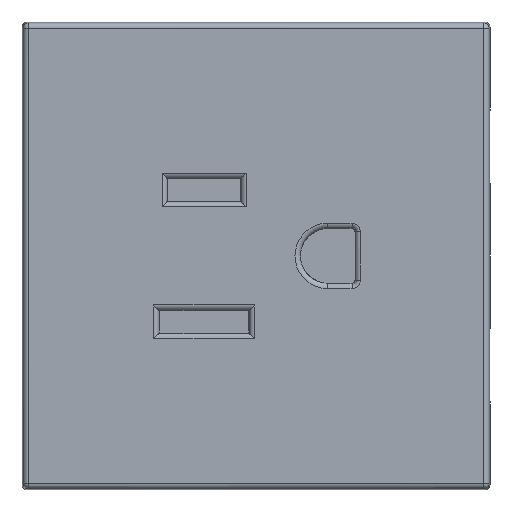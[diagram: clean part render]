
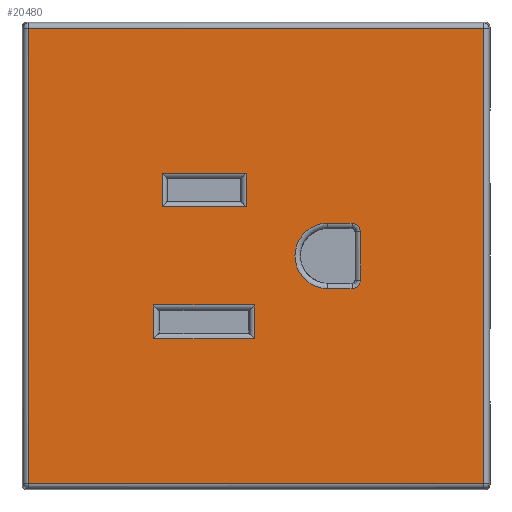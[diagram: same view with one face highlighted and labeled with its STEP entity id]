
A CAD part, top view. The second image highlights one B-rep face of the part: STEP entity #20480.
In plain terms, the highlighted planar face has unit normal (0, 0, 1).
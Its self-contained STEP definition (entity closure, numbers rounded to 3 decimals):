
#20330=AXIS2_PLACEMENT_3D('Plane Axis2P3D',#20327,#20328,#20329) ;
#20469=AXIS2_PLACEMENT_3D('Circle Axis2P3D',#20467,#20468,$) ;
#17718=CARTESIAN_POINT('Vertex',(21.919,21.919,8.4)) ;
#17721=CARTESIAN_POINT('Line Origine',(21.919,0.,8.4)) ;
#17725=CARTESIAN_POINT('Vertex',(21.919,-21.919,8.4)) ;
#17772=CARTESIAN_POINT('Line Origine',(0.,21.919,8.4)) ;
#17776=CARTESIAN_POINT('Vertex',(-21.919,21.919,8.4)) ;
#17823=CARTESIAN_POINT('Line Origine',(-21.919,0.,8.4)) ;
#17827=CARTESIAN_POINT('Vertex',(-21.919,-21.919,8.4)) ;
#19534=CARTESIAN_POINT('Line Origine',(0.,-21.919,8.4)) ;
#20327=CARTESIAN_POINT('Axis2P3D Location',(0.,0.,8.4)) ;
#20338=CARTESIAN_POINT('Line Origine',(-0.953,6.35,8.4)) ;
#20342=CARTESIAN_POINT('Vertex',(-0.953,7.972,8.4)) ;
#20344=CARTESIAN_POINT('Vertex',(-0.953,4.728,8.4)) ;
#20347=CARTESIAN_POINT('Line Origine',(-5.,4.728,8.4)) ;
#20351=CARTESIAN_POINT('Vertex',(-9.047,4.728,8.4)) ;
#20354=CARTESIAN_POINT('Line Origine',(-9.047,6.35,8.4)) ;
#20358=CARTESIAN_POINT('Vertex',(-9.047,7.972,8.4)) ;
#20361=CARTESIAN_POINT('Line Origine',(-5.,7.972,8.4)) ;
#20372=CARTESIAN_POINT('Line Origine',(-5.,-7.972,8.4)) ;
#20376=CARTESIAN_POINT('Vertex',(-9.847,-7.972,8.4)) ;
#20378=CARTESIAN_POINT('Vertex',(-0.153,-7.972,8.4)) ;
#20381=CARTESIAN_POINT('Line Origine',(-9.847,-6.35,8.4)) ;
#20385=CARTESIAN_POINT('Vertex',(-9.847,-4.728,8.4)) ;
#20388=CARTESIAN_POINT('Line Origine',(-5.,-4.728,8.4)) ;
#20392=CARTESIAN_POINT('Vertex',(-0.153,-4.728,8.4)) ;
#20395=CARTESIAN_POINT('Line Origine',(-0.153,-6.35,8.4)) ;
#20406=CARTESIAN_POINT('Line Origine',(8.073,3.146,8.4)) ;
#20410=CARTESIAN_POINT('Vertex',(6.9,3.146,8.4)) ;
#20412=CARTESIAN_POINT('Vertex',(9.246,3.146,8.4)) ;
#20416=CARTESIAN_POINT('Control Point',(9.246,3.146,8.4)) ;
#20417=CARTESIAN_POINT('Control Point',(9.317,3.146,8.4)) ;
#20418=CARTESIAN_POINT('Control Point',(9.388,3.138,8.4)) ;
#20419=CARTESIAN_POINT('Control Point',(9.458,3.122,8.4)) ;
#20420=CARTESIAN_POINT('Control Point',(9.594,3.075,8.4)) ;
#20421=CARTESIAN_POINT('Control Point',(9.716,2.999,8.4)) ;
#20422=CARTESIAN_POINT('Control Point',(9.773,2.954,8.4)) ;
#20423=CARTESIAN_POINT('Control Point',(9.875,2.852,8.4)) ;
#20424=CARTESIAN_POINT('Control Point',(9.953,2.73,8.4)) ;
#20425=CARTESIAN_POINT('Control Point',(9.984,2.665,8.4)) ;
#20426=CARTESIAN_POINT('Control Point',(10.021,2.563,8.4)) ;
#20427=CARTESIAN_POINT('Control Point',(10.039,2.456,8.4)) ;
#20428=CARTESIAN_POINT('Control Point',(10.044,2.419,8.4)) ;
#20429=CARTESIAN_POINT('Control Point',(10.046,2.382,8.4)) ;
#20430=CARTESIAN_POINT('Control Point',(10.046,2.346,8.4)) ;
#20431=CARTESIAN_POINT('Vertex',(10.046,2.346,8.4)) ;
#20434=CARTESIAN_POINT('Line Origine',(10.046,0.,8.4)) ;
#20438=CARTESIAN_POINT('Vertex',(10.046,-2.346,8.4)) ;
#20442=CARTESIAN_POINT('Control Point',(10.046,-2.346,8.4)) ;
#20443=CARTESIAN_POINT('Control Point',(10.046,-2.417,8.4)) ;
#20444=CARTESIAN_POINT('Control Point',(10.038,-2.488,8.4)) ;
#20445=CARTESIAN_POINT('Control Point',(10.022,-2.558,8.4)) ;
#20446=CARTESIAN_POINT('Control Point',(9.975,-2.694,8.4)) ;
#20447=CARTESIAN_POINT('Control Point',(9.899,-2.816,8.4)) ;
#20448=CARTESIAN_POINT('Control Point',(9.854,-2.873,8.4)) ;
#20449=CARTESIAN_POINT('Control Point',(9.752,-2.975,8.4)) ;
#20450=CARTESIAN_POINT('Control Point',(9.63,-3.053,8.4)) ;
#20451=CARTESIAN_POINT('Control Point',(9.565,-3.084,8.4)) ;
#20452=CARTESIAN_POINT('Control Point',(9.463,-3.121,8.4)) ;
#20453=CARTESIAN_POINT('Control Point',(9.356,-3.139,8.4)) ;
#20454=CARTESIAN_POINT('Control Point',(9.319,-3.144,8.4)) ;
#20455=CARTESIAN_POINT('Control Point',(9.282,-3.146,8.4)) ;
#20456=CARTESIAN_POINT('Control Point',(9.246,-3.146,8.4)) ;
#20457=CARTESIAN_POINT('Vertex',(9.246,-3.146,8.4)) ;
#20460=CARTESIAN_POINT('Line Origine',(8.073,-3.146,8.4)) ;
#20464=CARTESIAN_POINT('Vertex',(6.9,-3.146,8.4)) ;
#20467=CARTESIAN_POINT('Axis2P3D Location',(6.9,0.,8.4)) ;
#17722=DIRECTION('Vector Direction',(0.,1.,0.)) ;
#17773=DIRECTION('Vector Direction',(-1.,0.,0.)) ;
#17824=DIRECTION('Vector Direction',(0.,1.,0.)) ;
#19535=DIRECTION('Vector Direction',(-1.,0.,0.)) ;
#20328=DIRECTION('Axis2P3D Direction',(0.,0.,1.)) ;
#20329=DIRECTION('Axis2P3D XDirection',(0.,1.,0.)) ;
#20339=DIRECTION('Vector Direction',(0.,-1.,0.)) ;
#20348=DIRECTION('Vector Direction',(-1.,0.,0.)) ;
#20355=DIRECTION('Vector Direction',(0.,1.,0.)) ;
#20362=DIRECTION('Vector Direction',(1.,0.,0.)) ;
#20373=DIRECTION('Vector Direction',(-1.,0.,0.)) ;
#20382=DIRECTION('Vector Direction',(0.,1.,0.)) ;
#20389=DIRECTION('Vector Direction',(1.,0.,0.)) ;
#20396=DIRECTION('Vector Direction',(0.,-1.,0.)) ;
#20407=DIRECTION('Vector Direction',(-1.,0.,0.)) ;
#20435=DIRECTION('Vector Direction',(0.,1.,0.)) ;
#20461=DIRECTION('Vector Direction',(1.,0.,0.)) ;
#20468=DIRECTION('Axis2P3D Direction',(0.,0.,1.)) ;
#17723=VECTOR('Line Direction',#17722,1.) ;
#17774=VECTOR('Line Direction',#17773,1.) ;
#17825=VECTOR('Line Direction',#17824,1.) ;
#19536=VECTOR('Line Direction',#19535,1.) ;
#20340=VECTOR('Line Direction',#20339,1.) ;
#20349=VECTOR('Line Direction',#20348,1.) ;
#20356=VECTOR('Line Direction',#20355,1.) ;
#20363=VECTOR('Line Direction',#20362,1.) ;
#20374=VECTOR('Line Direction',#20373,1.) ;
#20383=VECTOR('Line Direction',#20382,1.) ;
#20390=VECTOR('Line Direction',#20389,1.) ;
#20397=VECTOR('Line Direction',#20396,1.) ;
#20408=VECTOR('Line Direction',#20407,1.) ;
#20436=VECTOR('Line Direction',#20435,1.) ;
#20462=VECTOR('Line Direction',#20461,1.) ;
#20333=ORIENTED_EDGE('',*,*,#19538,.T.) ;
#20334=ORIENTED_EDGE('',*,*,#17727,.T.) ;
#20335=ORIENTED_EDGE('',*,*,#17778,.T.) ;
#20336=ORIENTED_EDGE('',*,*,#17829,.T.) ;
#20367=ORIENTED_EDGE('',*,*,#20346,.T.) ;
#20368=ORIENTED_EDGE('',*,*,#20353,.T.) ;
#20369=ORIENTED_EDGE('',*,*,#20360,.T.) ;
#20370=ORIENTED_EDGE('',*,*,#20365,.T.) ;
#20401=ORIENTED_EDGE('',*,*,#20380,.F.) ;
#20402=ORIENTED_EDGE('',*,*,#20387,.F.) ;
#20403=ORIENTED_EDGE('',*,*,#20394,.F.) ;
#20404=ORIENTED_EDGE('',*,*,#20399,.F.) ;
#20473=ORIENTED_EDGE('',*,*,#20414,.T.) ;
#20474=ORIENTED_EDGE('',*,*,#20433,.T.) ;
#20475=ORIENTED_EDGE('',*,*,#20440,.T.) ;
#20476=ORIENTED_EDGE('',*,*,#20459,.T.) ;
#20477=ORIENTED_EDGE('',*,*,#20466,.T.) ;
#20478=ORIENTED_EDGE('',*,*,#20471,.T.) ;
#20371=FACE_BOUND('',#20366,.T.) ;
#20405=FACE_BOUND('',#20400,.T.) ;
#20479=FACE_BOUND('',#20472,.T.) ;
#20480=ADVANCED_FACE('EG00019_B.1\\2M base',(#20337,#20371,#20405,#20479),#20331,.T.) ;
#20415=B_SPLINE_CURVE_WITH_KNOTS('',5,(#20416,#20417,#20418,#20419,#20420,#20421,#20422,#20423,#20424,#20425,#20426,#20427,#20428,#20429,#20430),.UNSPECIFIED.,.F.,.U.,(6,3,3,3,6),(2.013,2.394,2.777,3.159,3.355),.UNSPECIFIED.) ;
#20441=B_SPLINE_CURVE_WITH_KNOTS('',5,(#20442,#20443,#20444,#20445,#20446,#20447,#20448,#20449,#20450,#20451,#20452,#20453,#20454,#20455,#20456),.UNSPECIFIED.,.F.,.U.,(6,3,3,3,6),(2.013,2.394,2.777,3.159,3.355),.UNSPECIFIED.) ;
#20470=CIRCLE('generated circle',#20469,3.146) ;
#17727=EDGE_CURVE('',#17726,#17719,#17724,.T.) ;
#17778=EDGE_CURVE('',#17719,#17777,#17775,.T.) ;
#17829=EDGE_CURVE('',#17777,#17828,#17826,.F.) ;
#19538=EDGE_CURVE('',#17828,#17726,#19537,.F.) ;
#20346=EDGE_CURVE('',#20343,#20345,#20341,.T.) ;
#20353=EDGE_CURVE('',#20345,#20352,#20350,.T.) ;
#20360=EDGE_CURVE('',#20352,#20359,#20357,.T.) ;
#20365=EDGE_CURVE('',#20359,#20343,#20364,.T.) ;
#20380=EDGE_CURVE('',#20377,#20379,#20375,.F.) ;
#20387=EDGE_CURVE('',#20386,#20377,#20384,.F.) ;
#20394=EDGE_CURVE('',#20393,#20386,#20391,.F.) ;
#20399=EDGE_CURVE('',#20379,#20393,#20398,.F.) ;
#20414=EDGE_CURVE('',#20411,#20413,#20409,.F.) ;
#20433=EDGE_CURVE('',#20413,#20432,#20415,.T.) ;
#20440=EDGE_CURVE('',#20432,#20439,#20437,.F.) ;
#20459=EDGE_CURVE('',#20439,#20458,#20441,.T.) ;
#20466=EDGE_CURVE('',#20458,#20465,#20463,.F.) ;
#20471=EDGE_CURVE('',#20465,#20411,#20470,.F.) ;
#20332=EDGE_LOOP('',(#20333,#20334,#20335,#20336)) ;
#20366=EDGE_LOOP('',(#20367,#20368,#20369,#20370)) ;
#20400=EDGE_LOOP('',(#20401,#20402,#20403,#20404)) ;
#20472=EDGE_LOOP('',(#20473,#20474,#20475,#20476,#20477,#20478)) ;
#20337=FACE_OUTER_BOUND('',#20332,.T.) ;
#17724=LINE('Line',#17721,#17723) ;
#17775=LINE('Line',#17772,#17774) ;
#17826=LINE('Line',#17823,#17825) ;
#19537=LINE('Line',#19534,#19536) ;
#20341=LINE('Line',#20338,#20340) ;
#20350=LINE('Line',#20347,#20349) ;
#20357=LINE('Line',#20354,#20356) ;
#20364=LINE('Line',#20361,#20363) ;
#20375=LINE('Line',#20372,#20374) ;
#20384=LINE('Line',#20381,#20383) ;
#20391=LINE('Line',#20388,#20390) ;
#20398=LINE('Line',#20395,#20397) ;
#20409=LINE('Line',#20406,#20408) ;
#20437=LINE('Line',#20434,#20436) ;
#20463=LINE('Line',#20460,#20462) ;
#20331=PLANE('',#20330) ;
#17719=VERTEX_POINT('',#17718) ;
#17726=VERTEX_POINT('',#17725) ;
#17777=VERTEX_POINT('',#17776) ;
#17828=VERTEX_POINT('',#17827) ;
#20343=VERTEX_POINT('',#20342) ;
#20345=VERTEX_POINT('',#20344) ;
#20352=VERTEX_POINT('',#20351) ;
#20359=VERTEX_POINT('',#20358) ;
#20377=VERTEX_POINT('',#20376) ;
#20379=VERTEX_POINT('',#20378) ;
#20386=VERTEX_POINT('',#20385) ;
#20393=VERTEX_POINT('',#20392) ;
#20411=VERTEX_POINT('',#20410) ;
#20413=VERTEX_POINT('',#20412) ;
#20432=VERTEX_POINT('',#20431) ;
#20439=VERTEX_POINT('',#20438) ;
#20458=VERTEX_POINT('',#20457) ;
#20465=VERTEX_POINT('',#20464) ;
